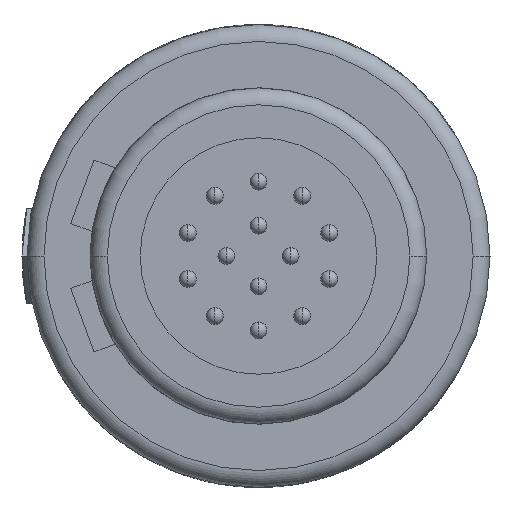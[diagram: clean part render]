
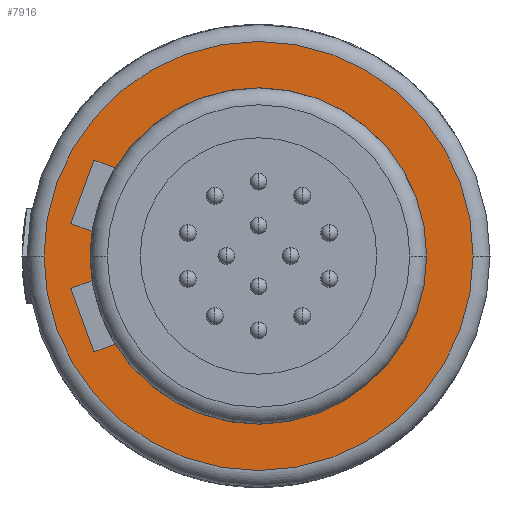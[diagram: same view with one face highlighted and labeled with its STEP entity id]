
A CAD part, left-side view. The second image highlights one B-rep face of the part: STEP entity #7916.
In plain terms, the highlighted planar face has unit normal (-1, 0, 0).
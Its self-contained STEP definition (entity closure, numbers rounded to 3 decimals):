
#1982=CARTESIAN_POINT('',(-6.7,0.,0.));
#1983=DIRECTION('',(-1.,0.,0.));
#1984=DIRECTION('',(0.,-1.,0.));
#1985=AXIS2_PLACEMENT_3D('',#1982,#1983,#1984);
#1987=CARTESIAN_POINT('',(-6.7,0.,0.));
#1988=DIRECTION('',(-1.,0.,0.));
#1989=DIRECTION('',(0.,1.,0.));
#1990=AXIS2_PLACEMENT_3D('',#1987,#1988,#1989);
#1992=DIRECTION('',(0.,0.94,-0.342));
#1993=VECTOR('',#1992,0.677);
#1994=CARTESIAN_POINT('',(-6.7,4.238,-2.607));
#1995=LINE('',#1994,#1993);
#1996=DIRECTION('',(0.,0.94,0.342));
#1997=VECTOR('',#1996,0.677);
#1998=CARTESIAN_POINT('',(-6.7,4.238,2.607));
#1999=LINE('',#1998,#1997);
#2000=DIRECTION('',(0.,-0.342,0.94));
#2001=VECTOR('',#2000,2.);
#2002=CARTESIAN_POINT('',(-6.7,5.557,0.959));
#2003=LINE('',#2002,#2001);
#2004=DIRECTION('',(0.,0.94,0.342));
#2005=VECTOR('',#2004,0.677);
#2006=CARTESIAN_POINT('',(-6.7,4.922,0.727));
#2007=LINE('',#2006,#2005);
#2008=DIRECTION('',(0.,0.94,-0.342));
#2009=VECTOR('',#2008,0.677);
#2010=CARTESIAN_POINT('',(-6.7,4.922,-0.727));
#2011=LINE('',#2010,#2009);
#2012=DIRECTION('',(0.,0.342,0.94));
#2013=VECTOR('',#2012,2.);
#2014=CARTESIAN_POINT('',(-6.7,4.873,-2.838));
#2015=LINE('',#2014,#2013);
#2050=CARTESIAN_POINT('',(-6.7,0.,0.));
#2051=DIRECTION('',(-1.,0.,0.));
#2052=DIRECTION('',(0.,1.,0.));
#2053=AXIS2_PLACEMENT_3D('',#2050,#2051,#2052);
#2068=CARTESIAN_POINT('',(-6.7,0.,0.));
#2069=DIRECTION('',(-1.,0.,0.));
#2070=DIRECTION('',(0.,0.852,-0.524));
#2071=AXIS2_PLACEMENT_3D('',#2068,#2069,#2070);
#2081=CARTESIAN_POINT('',(-6.7,0.,0.));
#2082=DIRECTION('',(1.,0.,0.));
#2083=DIRECTION('',(0.,0.852,0.524));
#2084=AXIS2_PLACEMENT_3D('',#2081,#2082,#2083);
#2091=CARTESIAN_POINT('',(-6.7,0.,0.));
#2092=DIRECTION('',(1.,0.,0.));
#2093=DIRECTION('',(0.,1.,0.));
#2094=AXIS2_PLACEMENT_3D('',#2091,#2092,#2093);
#4578=CARTESIAN_POINT('',(-6.7,-6.35,0.));
#4579=CARTESIAN_POINT('',(-6.7,6.35,0.));
#4580=VERTEX_POINT('',#4578);
#4581=VERTEX_POINT('',#4579);
#4594=CARTESIAN_POINT('',(-6.7,4.975,0.));
#4595=VERTEX_POINT('',#4594);
#4596=CARTESIAN_POINT('',(-6.7,-4.975,0.));
#4597=VERTEX_POINT('',#4596);
#5359=CARTESIAN_POINT('',(-6.7,4.238,2.607));
#5360=CARTESIAN_POINT('',(-6.7,4.873,2.838));
#5361=VERTEX_POINT('',#5359);
#5362=VERTEX_POINT('',#5360);
#5363=CARTESIAN_POINT('',(-6.7,5.557,0.959));
#5364=VERTEX_POINT('',#5363);
#5369=CARTESIAN_POINT('',(-6.7,4.922,0.727));
#5370=VERTEX_POINT('',#5369);
#5375=CARTESIAN_POINT('',(-6.7,4.238,-2.607));
#5376=CARTESIAN_POINT('',(-6.7,4.873,-2.838));
#5377=VERTEX_POINT('',#5375);
#5378=VERTEX_POINT('',#5376);
#5379=CARTESIAN_POINT('',(-6.7,4.922,-0.727));
#5380=CARTESIAN_POINT('',(-6.7,5.557,-0.959));
#5381=VERTEX_POINT('',#5379);
#5382=VERTEX_POINT('',#5380);
#7884=CARTESIAN_POINT('',(-6.7,0.,0.));
#7885=DIRECTION('',(1.,0.,0.));
#7886=DIRECTION('',(0.,-1.,0.));
#7887=AXIS2_PLACEMENT_3D('',#7884,#7885,#7886);
#7888=PLANE('',#7887);
#7890=ORIENTED_EDGE('',*,*,#7889,.F.);
#7891=ORIENTED_EDGE('',*,*,#7867,.F.);
#7892=EDGE_LOOP('',(#7890,#7891));
#7893=FACE_OUTER_BOUND('',#7892,.F.);
#7895=ORIENTED_EDGE('',*,*,#7894,.F.);
#7897=ORIENTED_EDGE('',*,*,#7896,.T.);
#7899=ORIENTED_EDGE('',*,*,#7898,.F.);
#7901=ORIENTED_EDGE('',*,*,#7900,.T.);
#7903=ORIENTED_EDGE('',*,*,#7902,.F.);
#7905=ORIENTED_EDGE('',*,*,#7904,.F.);
#7907=ORIENTED_EDGE('',*,*,#7906,.F.);
#7909=ORIENTED_EDGE('',*,*,#7908,.T.);
#7911=ORIENTED_EDGE('',*,*,#7910,.T.);
#7913=ORIENTED_EDGE('',*,*,#7912,.F.);
#7914=EDGE_LOOP('',(#7895,#7897,#7899,#7901,#7903,#7905,#7907,#7909,#7911,
#7913));
#7915=FACE_BOUND('',#7914,.F.);
#1986=CIRCLE('',#1985,6.35);
#1991=CIRCLE('',#1990,6.35);
#2054=CIRCLE('',#2053,4.975);
#2072=CIRCLE('',#2071,4.975);
#2085=CIRCLE('',#2084,4.975);
#2095=CIRCLE('',#2094,4.975);
#7867=EDGE_CURVE('',#4581,#4580,#1991,.T.);
#7889=EDGE_CURVE('',#4580,#4581,#1986,.T.);
#7894=EDGE_CURVE('',#5377,#5378,#1995,.T.);
#7896=EDGE_CURVE('',#5377,#4597,#2072,.T.);
#7898=EDGE_CURVE('',#5361,#4597,#2085,.T.);
#7900=EDGE_CURVE('',#5361,#5362,#1999,.T.);
#7902=EDGE_CURVE('',#5364,#5362,#2003,.T.);
#7904=EDGE_CURVE('',#5370,#5364,#2007,.T.);
#7906=EDGE_CURVE('',#4595,#5370,#2095,.T.);
#7908=EDGE_CURVE('',#4595,#5381,#2054,.T.);
#7910=EDGE_CURVE('',#5381,#5382,#2011,.T.);
#7912=EDGE_CURVE('',#5378,#5382,#2015,.T.);
#7916=ADVANCED_FACE('',(#7893,#7915),#7888,.F.);
